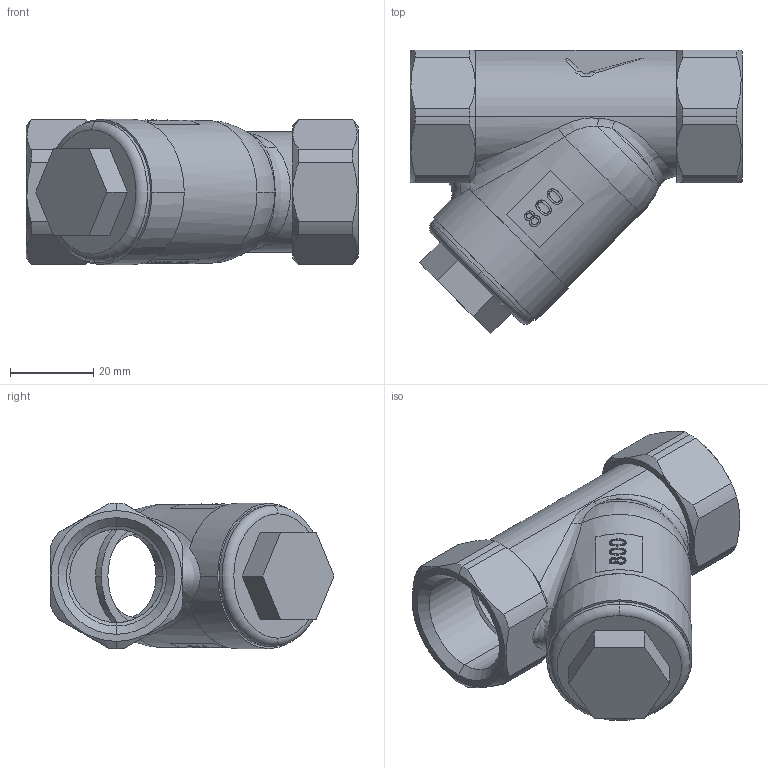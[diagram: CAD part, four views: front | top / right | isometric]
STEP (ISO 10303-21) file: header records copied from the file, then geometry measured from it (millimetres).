
FILE_DESCRIPTION(/* description */ ('Unknown'),/* implementation_level */ '2;1');
FILE_NAME(/* name */ '9165-05',/* time_stamp */ '2025-09-15T08:28:33+02:00',/* author */ ('Unknown'),/* organization */ ('Unknown'),/* preprocessor_version */ 'ST-DEVELOPER v20',/* originating_system */ 'Solid Edge',/* authorisation */ 'Unknown');
FILE_SCHEMA (('AUTOMOTIVE_DESIGN {1 0 10303 214 3 1 1}'));
Length unit declared in the file: millimetre
Products named in the file (3): 9165-05; MV-41 DN20 Body; MV-41 DN20 CAP
Assembly tree (2 placements, depth 2):
  9165-05
    MV-41 DN20 Body
    MV-41 DN20 CAP
Bounding box: 80 x 68.41 x 35 mm (x, y, z)
Volume: 43033 mm3; surface area: 25067.1 mm2
Topology: 2 solids, 2 shells, 311 faces, 796 edges, 515 vertices
Faces by surface type: bspline 104, plane 91, cylinder 78, cone 32, torus 6
Entity records: 19414 total; most frequent: CARTESIAN_POINT 12772, ORIENTED_EDGE 1588, DIRECTION 997, EDGE_CURVE 794, VERTEX_POINT 515, AXIS2_PLACEMENT_3D 402, B_SPLINE_CURVE_WITH_KNOTS 398, EDGE_LOOP 343
